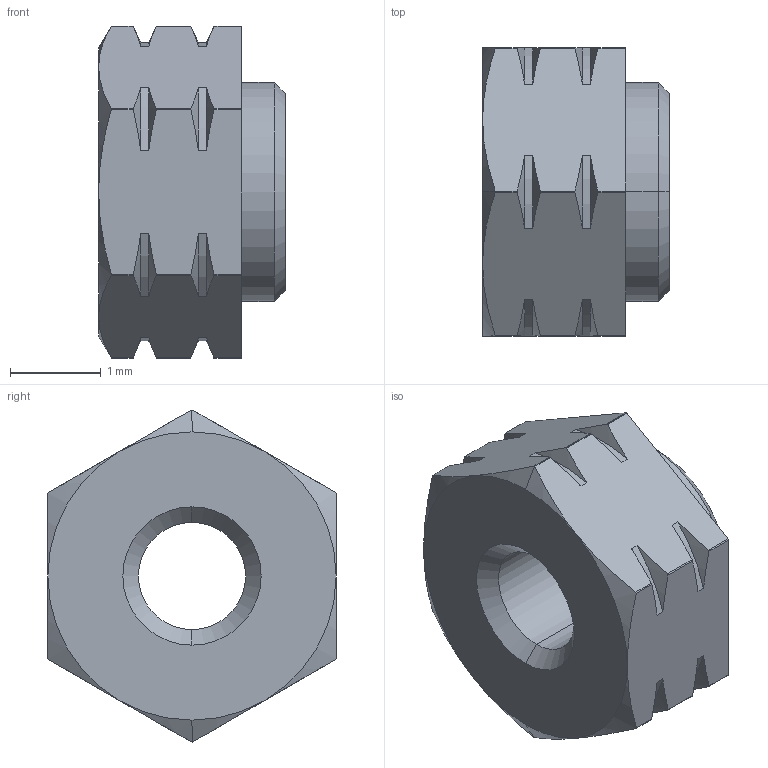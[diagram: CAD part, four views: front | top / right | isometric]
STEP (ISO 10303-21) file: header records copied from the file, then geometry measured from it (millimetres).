
FILE_DESCRIPTION(('starvars output'),'2;1');
FILE_NAME('cv20150324124405000018800.stp','12:44:05 2015/03/24',( 'Thomas Industrial Network Germany GmbH'),( 'Thomas Industrial Network Germany GmbH'),'unknown preprocess','ACIS' ,'unknown authorization');
FILE_SCHEMA(('AUTOMOTIVE_DESIGN_CC2 {UNKNOWN IMPLEMENTATION LEVEL}'));
Length unit declared in the file: millimetre
Products named in the file (1): PRODUCT_ID_1
Bounding box: 2.06 x 3.17 x 3.66 mm (x, y, z)
Volume: 13.4 mm3; surface area: 43 mm2
Topology: 1 solids, 1 shells, 87 faces, 238 edges, 154 vertices
Faces by surface type: cylinder 40, cone 38, plane 9
Entity records: 2831 total; most frequent: CARTESIAN_POINT 485, ORIENTED_EDGE 476, EDGE_CURVE 238, DIRECTION 178, VERTEX_POINT 154, EDGE_LOOP 90, FACE_BOUND 90, STYLED_ITEM 88
